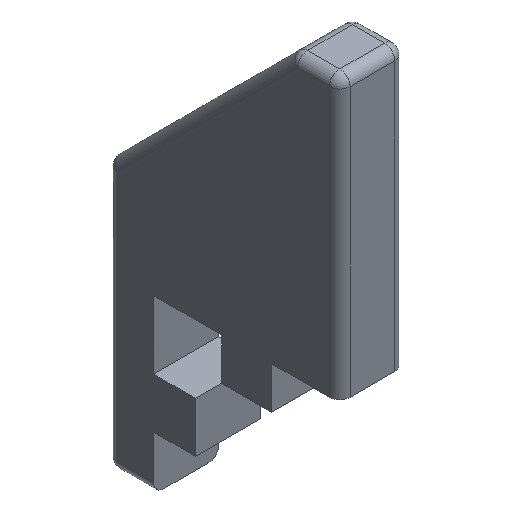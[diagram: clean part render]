
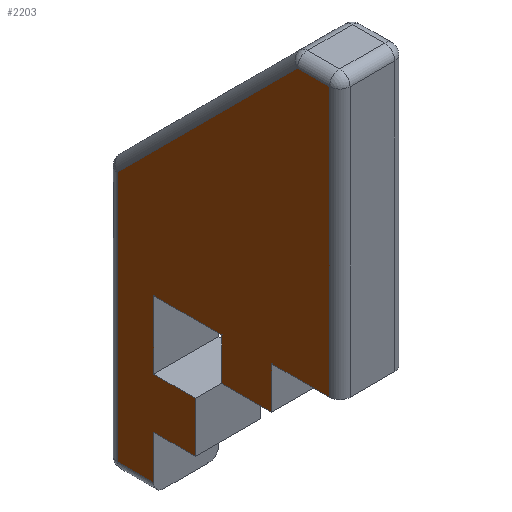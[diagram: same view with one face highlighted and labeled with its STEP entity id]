
A CAD part, isometric view. The second image highlights one B-rep face of the part: STEP entity #2203.
In plain terms, the highlighted planar face has unit normal (-1, 0, 0).
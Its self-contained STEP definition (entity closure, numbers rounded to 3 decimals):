
#18 = VECTOR ( 'NONE', #1720, 1000. ) ;
#83 = VECTOR ( 'NONE', #1539, 1000. ) ;
#97 = ORIENTED_EDGE ( 'NONE', *, *, #709, .T. ) ;
#114 = EDGE_CURVE ( 'NONE', #853, #1852, #146, .T. ) ;
#116 = LINE ( 'NONE', #267, #259 ) ;
#145 = EDGE_CURVE ( 'NONE', #1146, #2339, #1920, .T. ) ;
#146 = LINE ( 'NONE', #2528, #83 ) ;
#147 = LINE ( 'NONE', #935, #18 ) ;
#156 = ORIENTED_EDGE ( 'NONE', *, *, #1044, .T. ) ;
#196 = VERTEX_POINT ( 'NONE', #1390 ) ;
#201 = EDGE_CURVE ( 'NONE', #702, #1265, #203, .T. ) ;
#203 = LINE ( 'NONE', #1990, #1205 ) ;
#259 = VECTOR ( 'NONE', #1310, 1000. ) ;
#267 = CARTESIAN_POINT ( 'NONE',  ( 136., 13.9, 0. ) ) ;
#271 = LINE ( 'NONE', #2386, #1984 ) ;
#287 = ORIENTED_EDGE ( 'NONE', *, *, #1544, .T. ) ;
#288 = CARTESIAN_POINT ( 'NONE',  ( 136., -8.9, 38.9 ) ) ;
#300 = CARTESIAN_POINT ( 'NONE',  ( 136., 2.7, 10. ) ) ;
#312 = LINE ( 'NONE', #1683, #1973 ) ;
#335 = ORIENTED_EDGE ( 'NONE', *, *, #392, .T. ) ;
#374 = PLANE ( 'NONE',  #2147 ) ;
#377 = CARTESIAN_POINT ( 'NONE',  ( 136., 10., -2.7 ) ) ;
#379 = VECTOR ( 'NONE', #1537, 1000. ) ;
#392 = EDGE_CURVE ( 'NONE', #480, #1178, #2077, .T. ) ;
#402 = DIRECTION ( 'NONE',  ( 0., -1., 0. ) ) ;
#405 = DIRECTION ( 'NONE',  ( 0., 1., 0. ) ) ;
#469 = EDGE_CURVE ( 'NONE', #1265, #196, #1602, .T. ) ;
#473 = DIRECTION ( 'NONE',  ( 0., 0., -1. ) ) ;
#480 = VERTEX_POINT ( 'NONE', #1384 ) ;
#486 = VERTEX_POINT ( 'NONE', #377 ) ;
#502 = VECTOR ( 'NONE', #1465, 1000. ) ;
#509 = VERTEX_POINT ( 'NONE', #1166 ) ;
#548 = CARTESIAN_POINT ( 'NONE',  ( 136., 0., -7.4 ) ) ;
#562 = CARTESIAN_POINT ( 'NONE',  ( 136., 5.5, -2.7 ) ) ;
#579 = VERTEX_POINT ( 'NONE', #857 ) ;
#613 = VECTOR ( 'NONE', #1362, 1000. ) ;
#621 = DIRECTION ( 'NONE',  ( 0., 0., 1. ) ) ;
#665 = VERTEX_POINT ( 'NONE', #288 ) ;
#702 = VERTEX_POINT ( 'NONE', #300 ) ;
#709 = EDGE_CURVE ( 'NONE', #909, #1959, #312, .T. ) ;
#723 = LINE ( 'NONE', #548, #379 ) ;
#750 = CARTESIAN_POINT ( 'NONE',  ( 136., 10., 2.7 ) ) ;
#753 = ORIENTED_EDGE ( 'NONE', *, *, #201, .T. ) ;
#807 = CARTESIAN_POINT ( 'NONE',  ( 136., -8.9, 10. ) ) ;
#827 = VECTOR ( 'NONE', #2499, 1000. ) ;
#853 = VERTEX_POINT ( 'NONE', #750 ) ;
#857 = CARTESIAN_POINT ( 'NONE',  ( 136., 10., -7.4 ) ) ;
#875 = VECTOR ( 'NONE', #405, 1000. ) ;
#877 = ORIENTED_EDGE ( 'NONE', *, *, #114, .T. ) ;
#900 = EDGE_CURVE ( 'NONE', #579, #486, #271, .T. ) ;
#909 = VERTEX_POINT ( 'NONE', #1211 ) ;
#932 = LINE ( 'NONE', #1134, #1175 ) ;
#935 = CARTESIAN_POINT ( 'NONE',  ( 136., -8.9, 0. ) ) ;
#964 = ORIENTED_EDGE ( 'NONE', *, *, #900, .T. ) ;
#980 = DIRECTION ( 'NONE',  ( 0., 1., 0. ) ) ;
#991 = DIRECTION ( 'NONE',  ( 0., 0., -1. ) ) ;
#1044 = EDGE_CURVE ( 'NONE', #1959, #665, #147, .T. ) ;
#1058 = CARTESIAN_POINT ( 'NONE',  ( 136., 10., -2.7 ) ) ;
#1134 = CARTESIAN_POINT ( 'NONE',  ( 136., 10., 2.7 ) ) ;
#1146 = VERTEX_POINT ( 'NONE', #1584 ) ;
#1156 = CARTESIAN_POINT ( 'NONE',  ( 136., 16.722, 16.722 ) ) ;
#1166 = CARTESIAN_POINT ( 'NONE',  ( 136., 13.9, -7.4 ) ) ;
#1175 = VECTOR ( 'NONE', #980, 1000. ) ;
#1178 = VERTEX_POINT ( 'NONE', #1596 ) ;
#1192 = CARTESIAN_POINT ( 'NONE',  ( 136., 0., 38.9 ) ) ;
#1205 = VECTOR ( 'NONE', #991, 1000. ) ;
#1211 = CARTESIAN_POINT ( 'NONE',  ( 136., -2.7, 10. ) ) ;
#1263 = CARTESIAN_POINT ( 'NONE',  ( 136., 10., 10. ) ) ;
#1265 = VERTEX_POINT ( 'NONE', #1815 ) ;
#1308 = ORIENTED_EDGE ( 'NONE', *, *, #1657, .T. ) ;
#1310 = DIRECTION ( 'NONE',  ( 0., 0., -1. ) ) ;
#1353 = CARTESIAN_POINT ( 'NONE',  ( 136., -2.7, 5.5 ) ) ;
#1362 = DIRECTION ( 'NONE',  ( 0., 0., 1. ) ) ;
#1384 = CARTESIAN_POINT ( 'NONE',  ( 136., -5.456, 38.9 ) ) ;
#1390 = CARTESIAN_POINT ( 'NONE',  ( 136., -2.7, 5.5 ) ) ;
#1436 = ORIENTED_EDGE ( 'NONE', *, *, #1977, .T. ) ;
#1452 = DIRECTION ( 'NONE',  ( 1., 0., 0. ) ) ;
#1465 = DIRECTION ( 'NONE',  ( 0., -1., 0. ) ) ;
#1520 = EDGE_LOOP ( 'NONE', ( #97, #156, #1308, #335, #2247, #1436, #964, #1998, #1721, #2313, #877, #287, #753, #2136, #2508 ) ) ;
#1525 = EDGE_CURVE ( 'NONE', #2339, #853, #932, .T. ) ;
#1537 = DIRECTION ( 'NONE',  ( 0., -1., 0. ) ) ;
#1539 = DIRECTION ( 'NONE',  ( 0., 0., 1. ) ) ;
#1541 = DIRECTION ( 'NONE',  ( 0., 0., 1. ) ) ;
#1544 = EDGE_CURVE ( 'NONE', #1852, #702, #1974, .T. ) ;
#1584 = CARTESIAN_POINT ( 'NONE',  ( 136., 5.5, -2.7 ) ) ;
#1596 = CARTESIAN_POINT ( 'NONE',  ( 136., 13.9, 19.544 ) ) ;
#1602 = LINE ( 'NONE', #2125, #1813 ) ;
#1648 = LINE ( 'NONE', #1058, #502 ) ;
#1657 = EDGE_CURVE ( 'NONE', #665, #480, #2155, .T. ) ;
#1683 = CARTESIAN_POINT ( 'NONE',  ( 136., -2.7, 10. ) ) ;
#1710 = LINE ( 'NONE', #1353, #1741 ) ;
#1720 = DIRECTION ( 'NONE',  ( 0., 0., 1. ) ) ;
#1721 = ORIENTED_EDGE ( 'NONE', *, *, #145, .T. ) ;
#1734 = EDGE_CURVE ( 'NONE', #1178, #509, #116, .T. ) ;
#1741 = VECTOR ( 'NONE', #1541, 1000. ) ;
#1748 = EDGE_CURVE ( 'NONE', #486, #1146, #1648, .T. ) ;
#1796 = CARTESIAN_POINT ( 'NONE',  ( 136., 10., 10. ) ) ;
#1813 = VECTOR ( 'NONE', #402, 1000. ) ;
#1815 = CARTESIAN_POINT ( 'NONE',  ( 136., 2.7, 5.5 ) ) ;
#1852 = VERTEX_POINT ( 'NONE', #1263 ) ;
#1920 = LINE ( 'NONE', #562, #613 ) ;
#1933 = EDGE_CURVE ( 'NONE', #196, #909, #1710, .T. ) ;
#1936 = FACE_OUTER_BOUND ( 'NONE', #1520, .T. ) ;
#1959 = VERTEX_POINT ( 'NONE', #807 ) ;
#1973 = VECTOR ( 'NONE', #2466, 1000. ) ;
#1974 = LINE ( 'NONE', #1796, #2236 ) ;
#1977 = EDGE_CURVE ( 'NONE', #509, #579, #723, .T. ) ;
#1984 = VECTOR ( 'NONE', #621, 1000. ) ;
#1990 = CARTESIAN_POINT ( 'NONE',  ( 136., 2.7, 5.5 ) ) ;
#1998 = ORIENTED_EDGE ( 'NONE', *, *, #1748, .T. ) ;
#2077 = LINE ( 'NONE', #1156, #827 ) ;
#2125 = CARTESIAN_POINT ( 'NONE',  ( 136., 2.7, 5.5 ) ) ;
#2136 = ORIENTED_EDGE ( 'NONE', *, *, #469, .T. ) ;
#2147 = AXIS2_PLACEMENT_3D ( 'NONE', #2213, #1452, #473 ) ;
#2155 = LINE ( 'NONE', #1192, #875 ) ;
#2183 = DIRECTION ( 'NONE',  ( 0., -1., 0. ) ) ;
#2203 = ADVANCED_FACE ( 'NONE', ( #1936 ), #374, .F. ) ;
#2206 = CARTESIAN_POINT ( 'NONE',  ( 136., 5.5, 2.7 ) ) ;
#2213 = CARTESIAN_POINT ( 'NONE',  ( 136., 0., 0. ) ) ;
#2236 = VECTOR ( 'NONE', #2183, 1000. ) ;
#2247 = ORIENTED_EDGE ( 'NONE', *, *, #1734, .T. ) ;
#2313 = ORIENTED_EDGE ( 'NONE', *, *, #1525, .T. ) ;
#2339 = VERTEX_POINT ( 'NONE', #2206 ) ;
#2386 = CARTESIAN_POINT ( 'NONE',  ( 136., 10., -2.7 ) ) ;
#2466 = DIRECTION ( 'NONE',  ( 0., -1., 0. ) ) ;
#2499 = DIRECTION ( 'NONE',  ( 0., 0.707, -0.707 ) ) ;
#2508 = ORIENTED_EDGE ( 'NONE', *, *, #1933, .T. ) ;
#2528 = CARTESIAN_POINT ( 'NONE',  ( 136., 10., 2.7 ) ) ;
